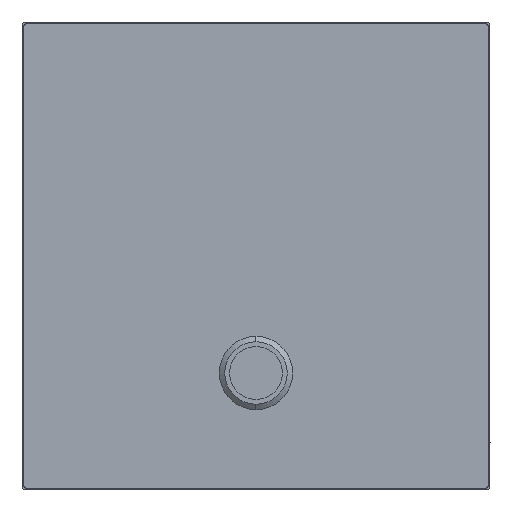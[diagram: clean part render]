
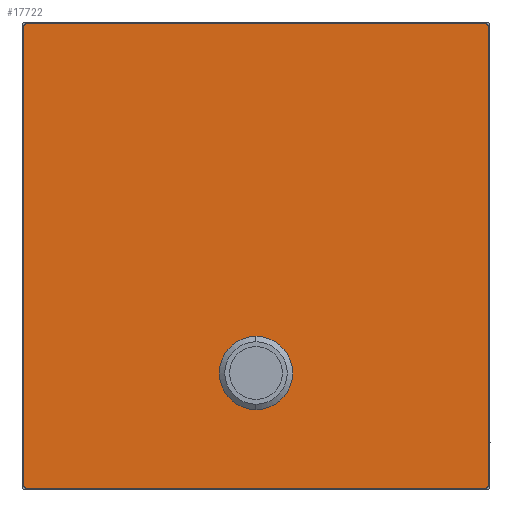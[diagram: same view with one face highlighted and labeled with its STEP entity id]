
A CAD part, front view. The second image highlights one B-rep face of the part: STEP entity #17722.
In plain terms, the highlighted planar face has unit normal (0, -1, 0).
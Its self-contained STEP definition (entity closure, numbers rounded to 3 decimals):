
#17521=CARTESIAN_POINT('',(393.,-40.,593.));
#17522=DIRECTION('',(0.,-1.,0.));
#17523=DIRECTION('',(1.,0.,0.));
#17524=AXIS2_PLACEMENT_3D('',#17521,#17522,#17523);
#17526=DIRECTION('',(0.,0.,1.));
#17527=VECTOR('',#17526,786.);
#17528=CARTESIAN_POINT('',(396.8,-40.,-193.));
#17529=LINE('',#17528,#17527);
#17530=CARTESIAN_POINT('',(393.,-40.,-193.));
#17531=DIRECTION('',(0.,-1.,0.));
#17532=DIRECTION('',(0.,0.,-1.));
#17533=AXIS2_PLACEMENT_3D('',#17530,#17531,#17532);
#17535=DIRECTION('',(1.,0.,0.));
#17536=VECTOR('',#17535,786.);
#17537=CARTESIAN_POINT('',(-393.,-40.,-196.8));
#17538=LINE('',#17537,#17536);
#17539=CARTESIAN_POINT('',(-393.,-40.,-193.));
#17540=DIRECTION('',(0.,-1.,0.));
#17541=DIRECTION('',(-1.,0.,0.));
#17542=AXIS2_PLACEMENT_3D('',#17539,#17540,#17541);
#17544=DIRECTION('',(0.,0.,-1.));
#17545=VECTOR('',#17544,786.);
#17546=CARTESIAN_POINT('',(-396.8,-40.,593.));
#17547=LINE('',#17546,#17545);
#17548=CARTESIAN_POINT('',(-393.,-40.,593.));
#17549=DIRECTION('',(0.,-1.,0.));
#17550=DIRECTION('',(0.,0.,1.));
#17551=AXIS2_PLACEMENT_3D('',#17548,#17549,#17550);
#17553=DIRECTION('',(-1.,0.,0.));
#17554=VECTOR('',#17553,786.);
#17555=CARTESIAN_POINT('',(393.,-40.,596.8));
#17556=LINE('',#17555,#17554);
#17557=CARTESIAN_POINT('',(0.,-40.,0.));
#17558=DIRECTION('',(0.,-1.,0.));
#17559=DIRECTION('',(0.,0.,1.));
#17560=AXIS2_PLACEMENT_3D('',#17557,#17558,#17559);
#17562=CARTESIAN_POINT('',(0.,-40.,0.));
#17563=DIRECTION('',(0.,-1.,0.));
#17564=DIRECTION('',(0.,0.,-1.));
#17565=AXIS2_PLACEMENT_3D('',#17562,#17563,#17564);
#17653=CARTESIAN_POINT('',(396.8,-40.,593.));
#17654=CARTESIAN_POINT('',(393.,-40.,596.8));
#17655=VERTEX_POINT('',#17653);
#17656=VERTEX_POINT('',#17654);
#17657=CARTESIAN_POINT('',(-393.,-40.,596.8));
#17658=VERTEX_POINT('',#17657);
#17659=CARTESIAN_POINT('',(-396.8,-40.,593.));
#17660=VERTEX_POINT('',#17659);
#17661=CARTESIAN_POINT('',(-396.8,-40.,-193.));
#17662=VERTEX_POINT('',#17661);
#17663=CARTESIAN_POINT('',(-393.,-40.,-196.8));
#17664=VERTEX_POINT('',#17663);
#17665=CARTESIAN_POINT('',(393.,-40.,-196.8));
#17666=VERTEX_POINT('',#17665);
#17667=CARTESIAN_POINT('',(396.8,-40.,-193.));
#17668=VERTEX_POINT('',#17667);
#17685=CARTESIAN_POINT('',(0.,-40.,62.637));
#17686=CARTESIAN_POINT('',(0.,-40.,-62.637));
#17687=VERTEX_POINT('',#17685);
#17688=VERTEX_POINT('',#17686);
#17693=CARTESIAN_POINT('',(0.,-40.,0.));
#17694=DIRECTION('',(0.,-1.,0.));
#17695=DIRECTION('',(0.,0.,-1.));
#17696=AXIS2_PLACEMENT_3D('',#17693,#17694,#17695);
#17697=PLANE('',#17696);
#17699=ORIENTED_EDGE('',*,*,#17698,.F.);
#17701=ORIENTED_EDGE('',*,*,#17700,.F.);
#17703=ORIENTED_EDGE('',*,*,#17702,.F.);
#17705=ORIENTED_EDGE('',*,*,#17704,.F.);
#17707=ORIENTED_EDGE('',*,*,#17706,.F.);
#17709=ORIENTED_EDGE('',*,*,#17708,.F.);
#17711=ORIENTED_EDGE('',*,*,#17710,.F.);
#17713=ORIENTED_EDGE('',*,*,#17712,.F.);
#17714=EDGE_LOOP('',(#17699,#17701,#17703,#17705,#17707,#17709,#17711,#17713));
#17715=FACE_OUTER_BOUND('',#17714,.F.);
#17717=ORIENTED_EDGE('',*,*,#17716,.T.);
#17719=ORIENTED_EDGE('',*,*,#17718,.T.);
#17720=EDGE_LOOP('',(#17717,#17719));
#17721=FACE_BOUND('',#17720,.F.);
#17722=ADVANCED_FACE('',(#17715,#17721),#17697,.T.);
#17525=CIRCLE('',#17524,3.8);
#17534=CIRCLE('',#17533,3.8);
#17543=CIRCLE('',#17542,3.8);
#17552=CIRCLE('',#17551,3.8);
#17561=CIRCLE('',#17560,62.637);
#17566=CIRCLE('',#17565,62.637);
#17698=EDGE_CURVE('',#17655,#17656,#17525,.T.);
#17700=EDGE_CURVE('',#17668,#17655,#17529,.T.);
#17702=EDGE_CURVE('',#17666,#17668,#17534,.T.);
#17704=EDGE_CURVE('',#17664,#17666,#17538,.T.);
#17706=EDGE_CURVE('',#17662,#17664,#17543,.T.);
#17708=EDGE_CURVE('',#17660,#17662,#17547,.T.);
#17710=EDGE_CURVE('',#17658,#17660,#17552,.T.);
#17712=EDGE_CURVE('',#17656,#17658,#17556,.T.);
#17716=EDGE_CURVE('',#17687,#17688,#17561,.T.);
#17718=EDGE_CURVE('',#17688,#17687,#17566,.T.);
